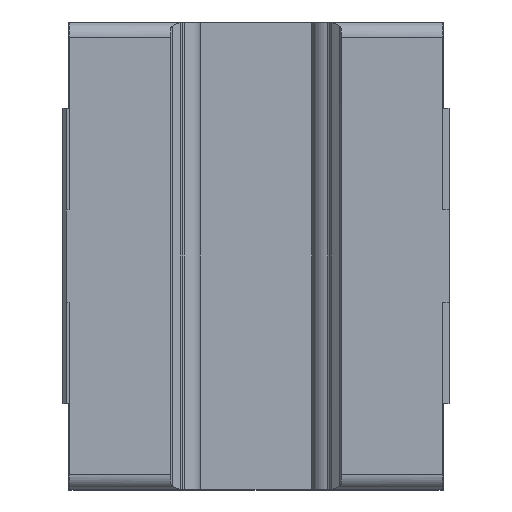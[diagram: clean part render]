
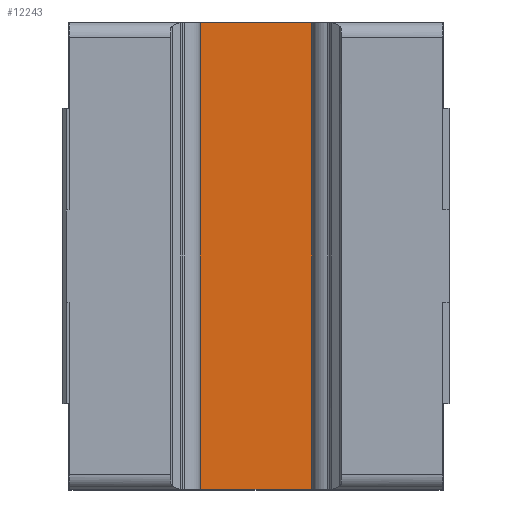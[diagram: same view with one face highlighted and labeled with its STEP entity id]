
A CAD part, front view. The second image highlights one B-rep face of the part: STEP entity #12243.
In plain terms, the highlighted planar face has unit normal (0, -1, 0).
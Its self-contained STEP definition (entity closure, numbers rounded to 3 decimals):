
#3138 = CARTESIAN_POINT ( 'NONE',  ( 5.3, 7., -7.55 ) ) ;
#3140 = CARTESIAN_POINT ( 'NONE',  ( -5.3, 7., 33.55 ) ) ;
#3157 = CARTESIAN_POINT ( 'NONE',  ( -5.3, 7., -7.55 ) ) ;
#3202 = CARTESIAN_POINT ( 'NONE',  ( 5.3, 7., 33.55 ) ) ;
#4945 = LINE ( 'NONE', #9506, #4953 ) ;
#4951 = VECTOR ( 'NONE', #9509, 1000. ) ;
#4953 = VECTOR ( 'NONE', #9507, 1000. ) ;
#4954 = LINE ( 'NONE', #9508, #4951 ) ;
#5042 = VECTOR ( 'NONE', #9200, 1000. ) ;
#5043 = LINE ( 'NONE', #9199, #5042 ) ;
#5393 = FACE_OUTER_BOUND ( 'NONE', #13746, .T. ) ;
#6541 = CARTESIAN_POINT ( 'NONE',  ( 5.3, 7., -7.6 ) ) ;
#6548 = PLANE ( 'NONE',  #14934 ) ;
#6553 = DIRECTION ( 'NONE',  ( 0., 1., 0. ) ) ;
#6554 = DIRECTION ( 'NONE',  ( 0., 0., 1. ) ) ;
#7937 = VERTEX_POINT ( 'NONE', #3138 ) ;
#7965 = VERTEX_POINT ( 'NONE', #3140 ) ;
#8006 = VERTEX_POINT ( 'NONE', #3157 ) ;
#8108 = VERTEX_POINT ( 'NONE', #3202 ) ;
#9199 = CARTESIAN_POINT ( 'NONE',  ( -16.5, 7., -7.55 ) ) ;
#9200 = DIRECTION ( 'NONE',  ( 1., 0., 0. ) ) ;
#9506 = CARTESIAN_POINT ( 'NONE',  ( -5.3, 7., -7.6 ) ) ;
#9507 = DIRECTION ( 'NONE',  ( 0., 0., 1. ) ) ;
#9508 = CARTESIAN_POINT ( 'NONE',  ( 5.3, 7., -7.6 ) ) ;
#9509 = DIRECTION ( 'NONE',  ( 0., 0., 1. ) ) ;
#9936 = CARTESIAN_POINT ( 'NONE',  ( 5.3, 7., 33.55 ) ) ;
#9937 = DIRECTION ( 'NONE',  ( -1., 0., 0. ) ) ;
#10812 = LINE ( 'NONE', #9936, #10816 ) ;
#10816 = VECTOR ( 'NONE', #9937, 1000. ) ;
#12243 = ADVANCED_FACE ( 'NONE', ( #5393 ), #6548, .F. ) ;
#13746 = EDGE_LOOP ( 'NONE', ( #13818, #13819, #13820, #13821 ) ) ;
#13818 = ORIENTED_EDGE ( 'NONE', *, *, #14352, .T. ) ;
#13819 = ORIENTED_EDGE ( 'NONE', *, *, #14427, .T. ) ;
#13820 = ORIENTED_EDGE ( 'NONE', *, *, #14665, .T. ) ;
#13821 = ORIENTED_EDGE ( 'NONE', *, *, #14426, .F. ) ;
#14352 = EDGE_CURVE ( 'NONE', #8006, #7937, #5043, .T. ) ;
#14426 = EDGE_CURVE ( 'NONE', #8006, #7965, #4945, .T. ) ;
#14427 = EDGE_CURVE ( 'NONE', #7937, #8108, #4954, .T. ) ;
#14665 = EDGE_CURVE ( 'NONE', #8108, #7965, #10812, .T. ) ;
#14934 = AXIS2_PLACEMENT_3D ( 'NONE', #6541, #6553, #6554 ) ;
